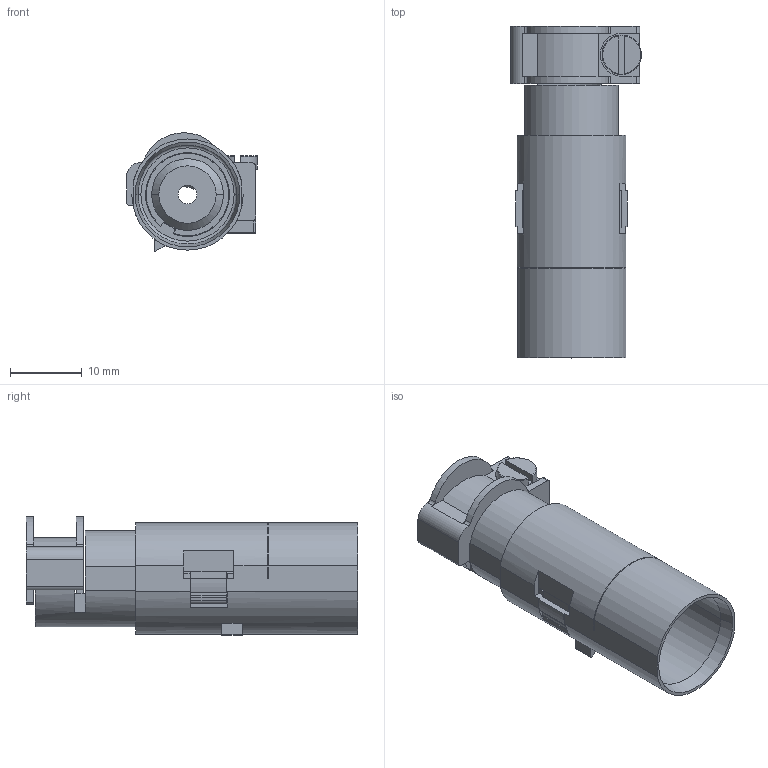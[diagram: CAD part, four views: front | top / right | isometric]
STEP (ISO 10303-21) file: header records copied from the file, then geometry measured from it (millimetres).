
FILE_DESCRIPTION((''),'2;1');
FILE_NAME('EMC-001-PT-M','2017-09-13T',('tl.yang'),(''),'PRO/ENGINEER BY PARAMETRIC TECHNOLOGY CORPORATION, 2011500','PRO/ENGINEER BY PARAMETRIC TECHNOLOGY CORPORATION, 2011500','');
FILE_SCHEMA(('CONFIG_CONTROL_DESIGN'));
Length unit declared in the file: millimetre
Products named in the file (1): EMC-001-PT-M
Bounding box: 18.25 x 46.25 x 16.53 mm (x, y, z)
Volume: 4037.1 mm3; surface area: 6328 mm2
Topology: 1 solids, 3 shells, 352 faces, 1004 edges, 665 vertices
Faces by surface type: plane 190, cylinder 123, cone 22, torus 17
Entity records: 11960 total; most frequent: CARTESIAN_POINT 2563, ORIENTED_EDGE 2008, DIRECTION 1946, EDGE_CURVE 1004, AXIS2_PLACEMENT_3D 680, VERTEX_POINT 665, VECTOR 586, LINE 586
